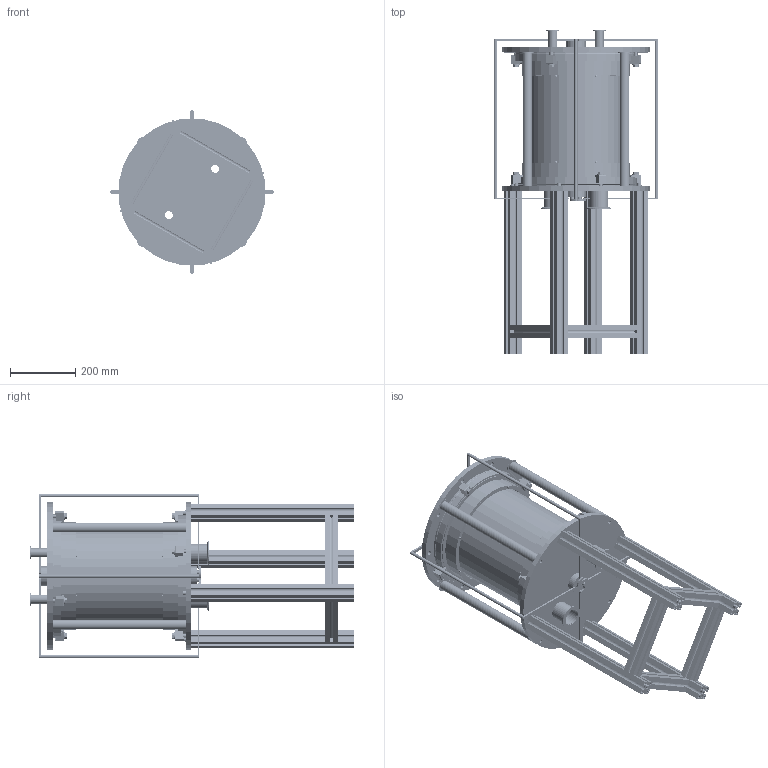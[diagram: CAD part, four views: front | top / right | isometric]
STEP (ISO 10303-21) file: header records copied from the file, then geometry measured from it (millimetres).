
FILE_DESCRIPTION(/* description */ (''),/* implementation_level */ '2;1');
FILE_NAME(/* name */ 'ST10_VacuumSeal_ISO320_KF40NippleCenter_Circle_4TFCoil v73.step',/* time_stamp */ '2021-05-19T23:23:47+08:00',/* author */ (''),/* organization */ (''),/* preprocessor_version */ 'ST-DEVELOPER v18.1',/* originating_system */ 'Autodesk Translation Framework v10.6.0.1341',/* authorisation */ '');
FILE_SCHEMA (('AUTOMOTIVE_DESIGN { 1 0 10303 214 3 1 1 }'));
Length unit declared in the file: millimetre
Products named in the file (27): ST10_VacuumSeal_ISO320_KF40NippleCenter_Circle_4TFCoil; PGS202105001_CPU; SideCore; Bar; RuberSeal; ISO320_CenterRing; PGS202006005_CPU-A; PGS202006007_CPU-A; Oring300; SingleClamp_M12; PGS202006008_CPU-A; PGS202006006_CPU-A; Socket_M4-10mm; KF40_CenterRing; PGS202006004_CPU-A; RubberSpacer; Bar_Bottom; CenterCore; CenterCoreInsolator; Series_Connector; TFCoil_Holder; TF4040_Foot; TF4040_FootFixed; PGS202006002_CPU-B; PGS202006003_CPU-B; Washer_M8; Screw_M8-30mm
Assembly tree (92 placements, depth 2):
  ST10_VacuumSeal_ISO320_KF40NippleCenter_Circle_4TFCoil
    PGS202105001_CPU
    CenterCore  x4
    CenterCoreInsolator  x4
    SideCore  x4
    Bar  x4
    RuberSeal
    Oring300  x4
    ISO320_CenterRing  x2
    PGS202006005_CPU-A  x2
    SingleClamp_M12  x8
    PGS202006007_CPU-A  x2
    PGS202006008_CPU-A  x4
    PGS202006006_CPU-A  x2
    Socket_M4-10mm  x16
    KF40_CenterRing  x2
    PGS202006004_CPU-A
    RubberSpacer  x4
    Bar_Bottom  x4
    Series_Connector  x3
    TFCoil_Holder  x2
    TF4040_Foot  x4
    TF4040_FootFixed  x4
    PGS202006002_CPU-B
    PGS202006003_CPU-B
    Washer_M8  x4
    Screw_M8-30mm  x4
Bounding box: 502 x 992.87 x 502 mm (x, y, z)
Volume: 13628545.7 mm3; surface area: 4340857.5 mm2
Topology: 92 solids, 92 shells, 2416 faces, 6028 edges, 3918 vertices
Faces by surface type: cylinder 1290, plane 872, cone 190, bspline 40, torus 24
Full cylindrical faces by diameter (mm): 3.332 x24, 3.35 x304, 4 x304, 4.4 x16, 6.376 x92, 7 x16, 8 x124, 8.4 x4, 8.526 x8, 8.8 x4, 10 x16, 10.274 x8, 11 x8, 11.125 x8, 11.506 x8, 12 x14, 13 x12, 15 x4, 22.225 x8, 24 x4, 26.416 x4, 28 x4, 30 x4, 34.5 x1, 38.1 x1, 38.354 x2, 39.878 x4, 40 x6, 40.894 x4, 41.2 x2
Entity records: 25036 total; most frequent: CARTESIAN_POINT 11581, DIRECTION 2663, ORIENTED_EDGE 2416, EDGE_CURVE 1208, AXIS2_PLACEMENT_3D 1046, VERTEX_POINT 794, EDGE_LOOP 710, LINE 571
